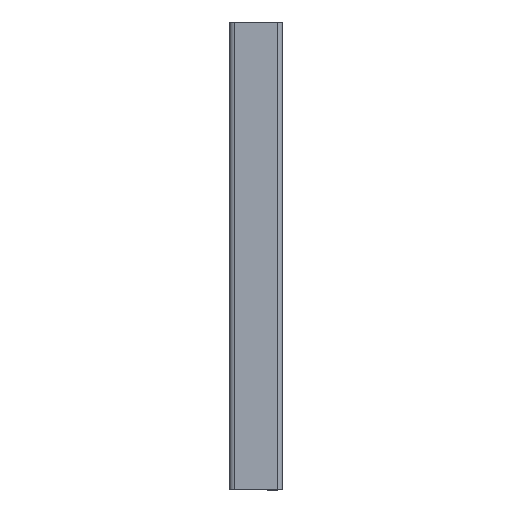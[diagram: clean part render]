
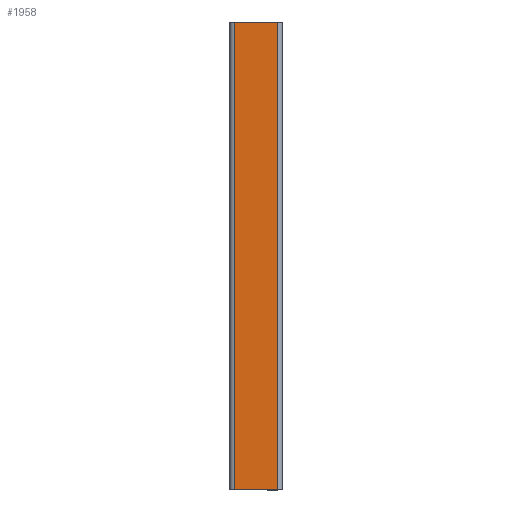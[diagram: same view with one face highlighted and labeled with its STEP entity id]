
A CAD part, top view. The second image highlights one B-rep face of the part: STEP entity #1958.
In plain terms, the highlighted planar face has unit normal (0, 0, 1).
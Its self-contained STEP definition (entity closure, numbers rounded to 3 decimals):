
#69 = DIRECTION ( 'NONE',  ( 1., 0., 0. ) ) ;
#98 = EDGE_CURVE ( 'NONE', #112, #1479, #843, .T. ) ;
#112 = VERTEX_POINT ( 'NONE', #1873 ) ;
#146 = EDGE_CURVE ( 'NONE', #1287, #2184, #547, .T. ) ;
#191 = FACE_OUTER_BOUND ( 'NONE', #528, .T. ) ;
#353 = CARTESIAN_POINT ( 'NONE',  ( 0., 0., 15. ) ) ;
#395 = VECTOR ( 'NONE', #1403, 1000. ) ;
#404 = CARTESIAN_POINT ( 'NONE',  ( -9.25, 0., 15. ) ) ;
#528 = EDGE_LOOP ( 'NONE', ( #964, #883, #869, #1383 ) ) ;
#547 = LINE ( 'NONE', #764, #2271 ) ;
#598 = DIRECTION ( 'NONE',  ( 0., -1., 0. ) ) ;
#666 = DIRECTION ( 'NONE',  ( 0., 0., 1. ) ) ;
#712 = EDGE_CURVE ( 'NONE', #1287, #112, #2212, .T. ) ;
#764 = CARTESIAN_POINT ( 'NONE',  ( 0., 200., 15. ) ) ;
#787 = DIRECTION ( 'NONE',  ( 1., 0., 0. ) ) ;
#843 = LINE ( 'NONE', #353, #1810 ) ;
#860 = LINE ( 'NONE', #868, #395 ) ;
#868 = CARTESIAN_POINT ( 'NONE',  ( 9.25, 0., 15. ) ) ;
#869 = ORIENTED_EDGE ( 'NONE', *, *, #146, .F. ) ;
#883 = ORIENTED_EDGE ( 'NONE', *, *, #1303, .F. ) ;
#964 = ORIENTED_EDGE ( 'NONE', *, *, #98, .T. ) ;
#1090 = CARTESIAN_POINT ( 'NONE',  ( 9.25, 0., 15. ) ) ;
#1233 = CARTESIAN_POINT ( 'NONE',  ( -9.25, 200., 15. ) ) ;
#1287 = VERTEX_POINT ( 'NONE', #1233 ) ;
#1303 = EDGE_CURVE ( 'NONE', #2184, #1479, #860, .T. ) ;
#1383 = ORIENTED_EDGE ( 'NONE', *, *, #712, .T. ) ;
#1385 = VECTOR ( 'NONE', #598, 1000. ) ;
#1403 = DIRECTION ( 'NONE',  ( 0., -1., 0. ) ) ;
#1479 = VERTEX_POINT ( 'NONE', #1090 ) ;
#1580 = CARTESIAN_POINT ( 'NONE',  ( -9.25, 0., 15. ) ) ;
#1810 = VECTOR ( 'NONE', #2258, 1000. ) ;
#1873 = CARTESIAN_POINT ( 'NONE',  ( -9.25, 0., 15. ) ) ;
#1941 = AXIS2_PLACEMENT_3D ( 'NONE', #1580, #666, #69 ) ;
#1958 = ADVANCED_FACE ( 'NONE', ( #191 ), #1975, .T. ) ;
#1975 = PLANE ( 'NONE',  #1941 ) ;
#2184 = VERTEX_POINT ( 'NONE', #2250 ) ;
#2212 = LINE ( 'NONE', #404, #1385 ) ;
#2250 = CARTESIAN_POINT ( 'NONE',  ( 9.25, 200., 15. ) ) ;
#2258 = DIRECTION ( 'NONE',  ( 1., 0., 0. ) ) ;
#2271 = VECTOR ( 'NONE', #787, 1000. ) ;
